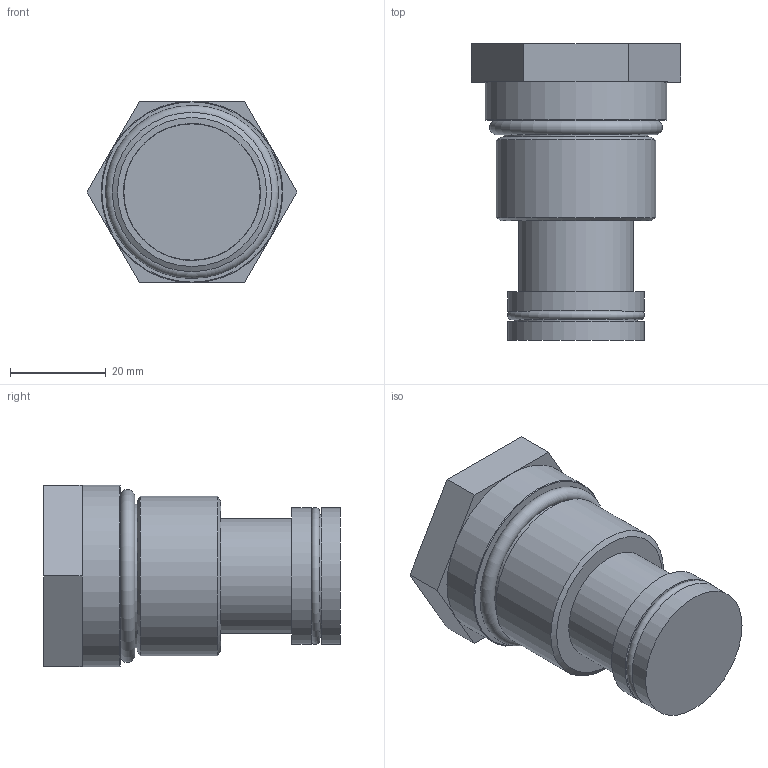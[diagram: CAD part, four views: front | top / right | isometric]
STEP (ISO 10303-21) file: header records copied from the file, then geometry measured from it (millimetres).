
FILE_DESCRIPTION(/* description */ ('Unknown'),/* implementation_level */ '2;1');
FILE_NAME(/* name */ '1435640_AP-2230-381-step',/* time_stamp */ '2021-03-11T14:59:51+01:00',/* author */ ('Unknown'),/* organization */ ('Unknown'),/* preprocessor_version */ 'ST-DEVELOPER v16.7',/* originating_system */ 'DEX',/* authorisation */ $);
FILE_SCHEMA (('AUTOMOTIVE_DESIGN {1 0 10303 214 3 1 1}'));
Length unit declared in the file: millimetre
Products named in the file (4): AP-2230-381; AP-2230-001-001; WT-2601-516; WT-2603-132
Assembly tree (3 placements, depth 2):
  AP-2230-381
    AP-2230-001-001
    WT-2601-516
    WT-2603-132
Bounding box: 43.88 x 62 x 38 mm (x, y, z)
Volume: 50654.5 mm3; surface area: 10956.7 mm2
Topology: 3 solids, 3 shells, 33 faces, 62 edges, 37 vertices
Faces by surface type: plane 20, cylinder 7, torus 4, cone 2
Full cylindrical faces by diameter (mm): 24 x1, 25.7 x1, 28.5 x2, 30.1 x1, 33.337 x1, 38 x1
Entity records: 1053 total; most frequent: DIRECTION 144, CARTESIAN_POINT 121, ORIENTED_EDGE 94, AXIS2_PLACEMENT_3D 60, FACE_BOUND 50, EDGE_LOOP 48, EDGE_CURVE 47, VERTEX_POINT 37
